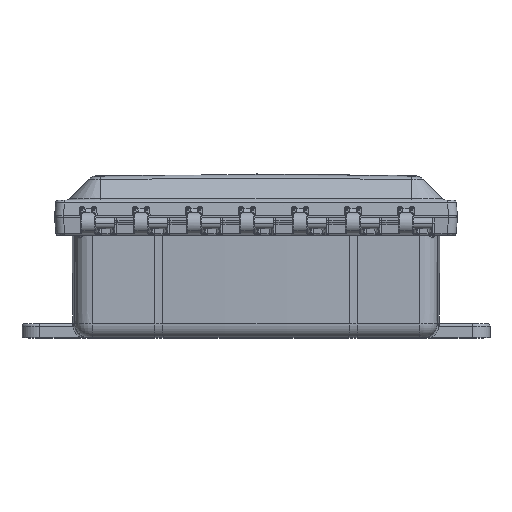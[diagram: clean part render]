
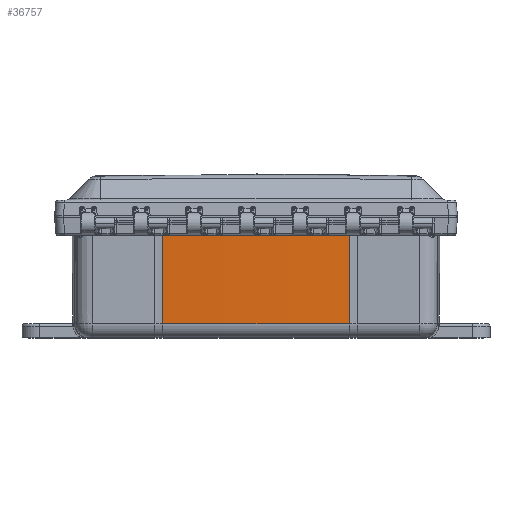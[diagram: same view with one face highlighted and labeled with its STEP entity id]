
A CAD part, top view. The second image highlights one B-rep face of the part: STEP entity #36757.
In plain terms, the highlighted conical face has half-angle 0.25 degrees and reference radius 1537.32 mm.
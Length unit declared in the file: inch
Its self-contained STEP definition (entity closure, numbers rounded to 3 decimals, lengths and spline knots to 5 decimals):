
#3367 = EDGE_LOOP ( 'NONE', ( #90053, #38080, #75971, #186224 ) ) ;
#6511 = VERTEX_POINT ( 'NONE', #91581 ) ;
#7051 = CIRCLE ( 'NONE', #126722, 60.51815 ) ;
#11131 = DIRECTION ( 'NONE',  ( 0., -1., 0. ) ) ;
#12184 = DIRECTION ( 'NONE',  ( 0., -1., -0.004 ) ) ;
#21226 = VERTEX_POINT ( 'NONE', #191261 ) ;
#36757 = ADVANCED_FACE ( 'NONE', ( #72755 ), #87417, .T. ) ;
#38080 = ORIENTED_EDGE ( 'NONE', *, *, #159893, .F. ) ;
#43279 = CARTESIAN_POINT ( 'NONE',  ( -6.46136, 3.32798, -53.43523 ) ) ;
#43296 = CARTESIAN_POINT ( 'NONE',  ( -9.10438, 6.12496, 7.0374 ) ) ;
#49782 = AXIS2_PLACEMENT_3D ( 'NONE', #138072, #171230, #125159 ) ;
#54340 = EDGE_CURVE ( 'NONE', #136153, #6511, #7051, .T. ) ;
#54515 = LINE ( 'NONE', #86675, #186116 ) ;
#56214 = DIRECTION ( 'NONE',  ( 0.044, 0., 0.999 ) ) ;
#72755 = FACE_OUTER_BOUND ( 'NONE', #3367, .T. ) ;
#75971 = ORIENTED_EDGE ( 'NONE', *, *, #113911, .T. ) ;
#78255 = AXIS2_PLACEMENT_3D ( 'NONE', #207062, #139742, #56214 ) ;
#80368 = CARTESIAN_POINT ( 'NONE',  ( -3.81888, 3.32798, 7.0252 ) ) ;
#86675 = CARTESIAN_POINT ( 'NONE',  ( -3.81834, 6.12496, 7.0374 ) ) ;
#87417 = CONICAL_SURFACE ( 'NONE', #49782, 60.52425, 0.004 ) ;
#88516 = CIRCLE ( 'NONE', #78255, 60.53036 ) ;
#90053 = ORIENTED_EDGE ( 'NONE', *, *, #54340, .F. ) ;
#91581 = CARTESIAN_POINT ( 'NONE',  ( -9.10385, 3.32798, 7.0252 ) ) ;
#113911 = EDGE_CURVE ( 'NONE', #21226, #147317, #88516, .T. ) ;
#119851 = DIRECTION ( 'NONE',  ( 0., -1., -0.004 ) ) ;
#125159 = DIRECTION ( 'NONE',  ( 1., 0., 0. ) ) ;
#126722 = AXIS2_PLACEMENT_3D ( 'NONE', #43279, #11131, #141769 ) ;
#136153 = VERTEX_POINT ( 'NONE', #80368 ) ;
#137554 = VECTOR ( 'NONE', #12184, 39.37008 ) ;
#138072 = CARTESIAN_POINT ( 'NONE',  ( -6.46136, 4.72647, -53.43523 ) ) ;
#139742 = DIRECTION ( 'NONE',  ( 0., -1., 0. ) ) ;
#141769 = DIRECTION ( 'NONE',  ( 0.044, 0., 0.999 ) ) ;
#147317 = VERTEX_POINT ( 'NONE', #178794 ) ;
#158943 = LINE ( 'NONE', #43296, #137554 ) ;
#159893 = EDGE_CURVE ( 'NONE', #21226, #136153, #54515, .T. ) ;
#171230 = DIRECTION ( 'NONE',  ( 0., 1., 0. ) ) ;
#178794 = CARTESIAN_POINT ( 'NONE',  ( -9.10438, 6.12496, 7.0374 ) ) ;
#186116 = VECTOR ( 'NONE', #119851, 39.37008 ) ;
#186224 = ORIENTED_EDGE ( 'NONE', *, *, #190878, .T. ) ;
#190878 = EDGE_CURVE ( 'NONE', #147317, #6511, #158943, .T. ) ;
#191261 = CARTESIAN_POINT ( 'NONE',  ( -3.81834, 6.12496, 7.0374 ) ) ;
#207062 = CARTESIAN_POINT ( 'NONE',  ( -6.46136, 6.12496, -53.43523 ) ) ;
